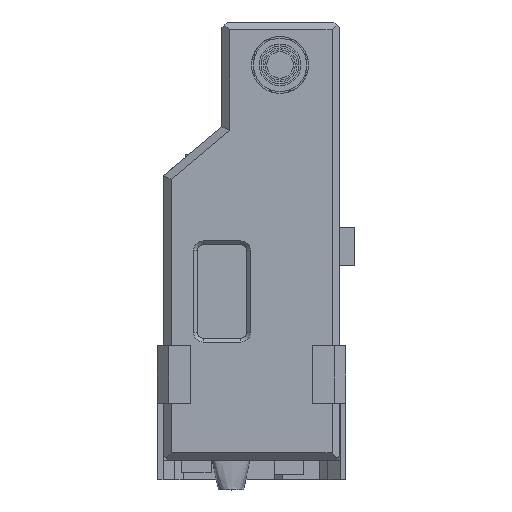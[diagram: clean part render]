
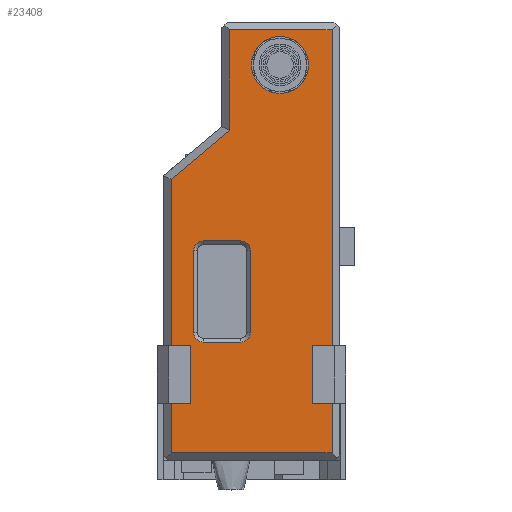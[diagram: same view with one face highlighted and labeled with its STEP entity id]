
A CAD part, top view. The second image highlights one B-rep face of the part: STEP entity #23408.
In plain terms, the highlighted planar face has unit normal (0, 0, 1).
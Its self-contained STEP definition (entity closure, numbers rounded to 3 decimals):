
#223=FACE_BOUND('',#3038,.T.);
#224=FACE_BOUND('',#3039,.T.);
#503=CIRCLE('',#24906,2.5);
#505=CIRCLE('',#24910,2.5);
#507=CIRCLE('',#24914,2.5);
#509=CIRCLE('',#24918,2.5);
#513=CIRCLE('',#24927,7.45);
#1662=FACE_OUTER_BOUND('',#3037,.T.);
#3037=EDGE_LOOP('',(#20365,#20366,#20367,#20368,#20369,#20370));
#3038=EDGE_LOOP('',(#20371));
#3039=EDGE_LOOP('',(#20372,#20373,#20374,#20375,#20376,#20377,#20378,#20379));
#5866=LINE('',#38449,#8891);
#5871=LINE('',#38463,#8896);
#5875=LINE('',#38475,#8900);
#5879=LINE('',#38487,#8904);
#5888=LINE('',#38513,#8913);
#5889=LINE('',#38515,#8914);
#5890=LINE('',#38517,#8915);
#5891=LINE('',#38519,#8916);
#5892=LINE('',#38521,#8917);
#5893=LINE('',#38522,#8918);
#8891=VECTOR('',#30380,10.);
#8896=VECTOR('',#30393,10.);
#8900=VECTOR('',#30405,10.);
#8904=VECTOR('',#30417,10.);
#8913=VECTOR('',#30446,10.);
#8914=VECTOR('',#30447,10.);
#8915=VECTOR('',#30448,10.);
#8916=VECTOR('',#30449,10.);
#8917=VECTOR('',#30450,10.);
#8918=VECTOR('',#30451,10.);
#11084=VERTEX_POINT('',#38446);
#11085=VERTEX_POINT('',#38448);
#11088=VERTEX_POINT('',#38455);
#11090=VERTEX_POINT('',#38461);
#11092=VERTEX_POINT('',#38467);
#11094=VERTEX_POINT('',#38473);
#11096=VERTEX_POINT('',#38479);
#11098=VERTEX_POINT('',#38485);
#11104=VERTEX_POINT('',#38511);
#11105=VERTEX_POINT('',#38512);
#11106=VERTEX_POINT('',#38514);
#11107=VERTEX_POINT('',#38516);
#11108=VERTEX_POINT('',#38518);
#11109=VERTEX_POINT('',#38520);
#11110=VERTEX_POINT('',#38523);
#14214=EDGE_CURVE('',#11084,#11085,#5866,.T.);
#14218=EDGE_CURVE('',#11088,#11084,#503,.T.);
#14221=EDGE_CURVE('',#11090,#11088,#5871,.T.);
#14224=EDGE_CURVE('',#11092,#11090,#505,.T.);
#14227=EDGE_CURVE('',#11094,#11092,#5875,.T.);
#14230=EDGE_CURVE('',#11096,#11094,#507,.T.);
#14233=EDGE_CURVE('',#11098,#11096,#5879,.T.);
#14235=EDGE_CURVE('',#11085,#11098,#509,.T.);
#14246=EDGE_CURVE('',#11104,#11105,#5888,.T.);
#14247=EDGE_CURVE('',#11106,#11104,#5889,.T.);
#14248=EDGE_CURVE('',#11107,#11106,#5890,.T.);
#14249=EDGE_CURVE('',#11108,#11107,#5891,.T.);
#14250=EDGE_CURVE('',#11109,#11108,#5892,.T.);
#14251=EDGE_CURVE('',#11105,#11109,#5893,.T.);
#14252=EDGE_CURVE('',#11110,#11110,#513,.T.);
#20365=ORIENTED_EDGE('',*,*,#14246,.F.);
#20366=ORIENTED_EDGE('',*,*,#14247,.F.);
#20367=ORIENTED_EDGE('',*,*,#14248,.F.);
#20368=ORIENTED_EDGE('',*,*,#14249,.F.);
#20369=ORIENTED_EDGE('',*,*,#14250,.F.);
#20370=ORIENTED_EDGE('',*,*,#14251,.F.);
#20371=ORIENTED_EDGE('',*,*,#14252,.T.);
#20372=ORIENTED_EDGE('',*,*,#14214,.F.);
#20373=ORIENTED_EDGE('',*,*,#14218,.F.);
#20374=ORIENTED_EDGE('',*,*,#14221,.F.);
#20375=ORIENTED_EDGE('',*,*,#14224,.F.);
#20376=ORIENTED_EDGE('',*,*,#14227,.F.);
#20377=ORIENTED_EDGE('',*,*,#14230,.F.);
#20378=ORIENTED_EDGE('',*,*,#14233,.F.);
#20379=ORIENTED_EDGE('',*,*,#14235,.F.);
#22161=PLANE('',#24926);
#23408=ADVANCED_FACE('',(#1662,#223,#224),#22161,.T.);
#24906=AXIS2_PLACEMENT_3D('',#38457,#30386,#30387);
#24910=AXIS2_PLACEMENT_3D('',#38469,#30398,#30399);
#24914=AXIS2_PLACEMENT_3D('',#38481,#30410,#30411);
#24918=AXIS2_PLACEMENT_3D('',#38490,#30421,#30422);
#24926=AXIS2_PLACEMENT_3D('',#38510,#30444,#30445);
#24927=AXIS2_PLACEMENT_3D('',#38524,#30452,#30453);
#30380=DIRECTION('',(0.,-1.,0.));
#30386=DIRECTION('center_axis',(0.,0.,
1.));
#30387=DIRECTION('ref_axis',(0.,1.,0.));
#30393=DIRECTION('',(-1.,0.,0.));
#30398=DIRECTION('center_axis',(0.,0.,
1.));
#30399=DIRECTION('ref_axis',(1.,0.,0.));
#30405=DIRECTION('',(0.,1.,0.));
#30410=DIRECTION('center_axis',(0.,0.,
1.));
#30411=DIRECTION('ref_axis',(0.,-1.,0.));
#30417=DIRECTION('',(1.,0.,0.));
#30421=DIRECTION('center_axis',(0.,0.,
1.));
#30422=DIRECTION('ref_axis',(-1.,0.,0.));
#30444=DIRECTION('center_axis',(0.,0.,
1.));
#30445=DIRECTION('ref_axis',(-1.,0.,0.));
#30446=DIRECTION('',(1.,0.,0.));
#30447=DIRECTION('',(0.,1.,0.));
#30448=DIRECTION('',(0.766,0.643,0.));
#30449=DIRECTION('',(0.,1.,0.));
#30450=DIRECTION('',(-1.,0.,0.));
#30451=DIRECTION('',(0.,-1.,0.));
#30452=DIRECTION('center_axis',(0.,0.,
-1.));
#30453=DIRECTION('ref_axis',(-1.,0.,0.));
#38446=CARTESIAN_POINT('',(4.88,51.92,21.5));
#38448=CARTESIAN_POINT('',(4.88,30.47,21.5));
#38449=CARTESIAN_POINT('',(4.88,42.397,21.5));
#38455=CARTESIAN_POINT('',(7.38,54.42,21.5));
#38457=CARTESIAN_POINT('Origin',(7.38,51.92,21.5));
#38461=CARTESIAN_POINT('',(17.23,54.42,21.5));
#38463=CARTESIAN_POINT('',(13.703,54.42,21.5));
#38467=CARTESIAN_POINT('',(19.73,51.92,21.5));
#38469=CARTESIAN_POINT('Origin',(17.23,51.92,21.5));
#38473=CARTESIAN_POINT('',(19.73,30.47,21.5));
#38475=CARTESIAN_POINT('',(19.73,53.122,21.5));
#38479=CARTESIAN_POINT('',(17.23,27.97,21.5));
#38481=CARTESIAN_POINT('Origin',(17.23,30.47,21.5));
#38485=CARTESIAN_POINT('',(7.38,27.97,21.5));
#38487=CARTESIAN_POINT('',(18.628,27.97,21.5));
#38490=CARTESIAN_POINT('Origin',(7.38,30.47,21.5));
#38510=CARTESIAN_POINT('Origin',(20.025,54.325,21.5));
#38511=CARTESIAN_POINT('',(14.255,109.65,21.5));
#38512=CARTESIAN_POINT('',(41.05,109.65,21.5));
#38513=CARTESIAN_POINT('',(31.538,109.65,21.5));
#38514=CARTESIAN_POINT('',(14.255,83.317,21.5));
#38515=CARTESIAN_POINT('',(14.255,82.987,21.5));
#38516=CARTESIAN_POINT('',(-1.,70.516,21.5));
#38517=CARTESIAN_POINT('',(8.453,78.448,21.5));
#38518=CARTESIAN_POINT('',(-1.,-1.,21.5));
#38519=CARTESIAN_POINT('',(-1.,62.887,21.5));
#38520=CARTESIAN_POINT('',(41.05,-1.,21.5));
#38521=CARTESIAN_POINT('',(8.512,-1.,21.5));
#38522=CARTESIAN_POINT('',(41.05,25.662,21.5));
#38523=CARTESIAN_POINT('',(34.905,100.43,21.5));
#38524=CARTESIAN_POINT('Origin',(27.455,100.43,21.5));
